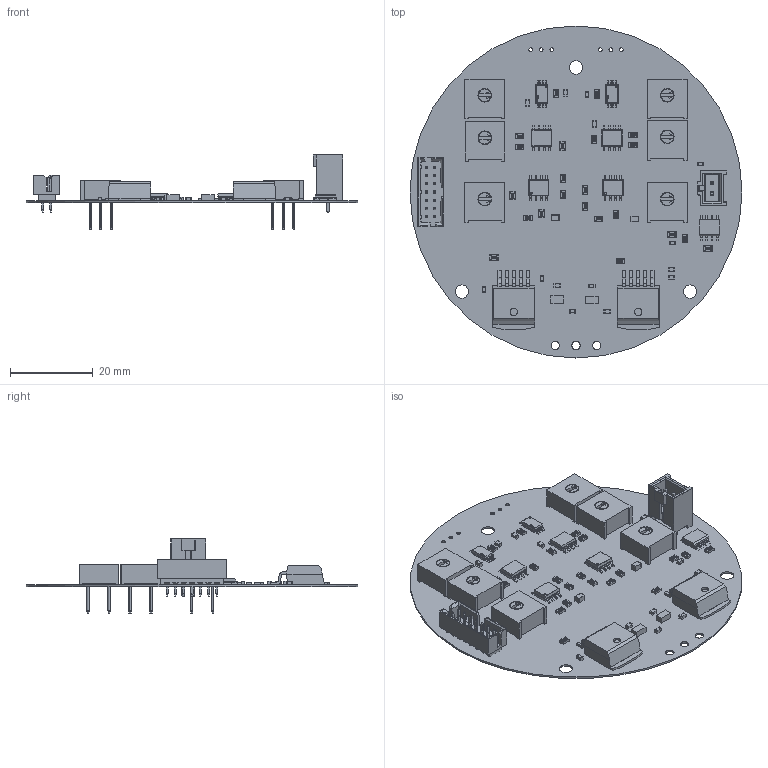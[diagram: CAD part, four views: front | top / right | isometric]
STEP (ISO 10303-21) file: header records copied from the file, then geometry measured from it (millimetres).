
FILE_DESCRIPTION(('Open CASCADE Model'),'2;1');
FILE_NAME('Open CASCADE Shape Model','2022-06-08T11:29:15',('Author'),( 'Open CASCADE'),'Open CASCADE STEP processor 6.8','Open CASCADE 6.8' ,'Unknown');
FILE_SCHEMA(('AUTOMOTIVE_DESIGN { 1 0 10303 214 1 1 1 1 }'));
Length unit declared in the file: millimetre
Products named in the file (93): PCB; Board; Open CASCADE STEP translator 6.8 10.1.1; U11; LTC1196-1ACS8#PBF; Sortie_jack_externe; Conn_Molex_90136-1202_eec; 90136-1202; 1; 2; 3; Pin1_Triangle; Molex; R24; RES_0805; R23; R22; C17; CAP_0603; C16; R21; R20; INTERFACE; 878311420; Open CASCADE STEP translator 6.8 10.11.1.1; Open CASCADE STEP translator 6.8 10.11.1.2; C14; C15; U10; 6440913216; Extruded; U9; U5; NCP59301DS50R4G; U4; R19; R18; R17; C13; C12 ...
Assembly tree (143 placements, depth 5):
  PCB
    Board
      Open CASCADE STEP translator 6.8 10.1.1
    U11
      LTC1196-1ACS8#PBF
    Sortie_jack_externe
      Conn_Molex_90136-1202_eec
        90136-1202
          1
          2
          3
          Pin1_Triangle
          Molex
    R24
      RES_0805
    R23
      RES_0805
    R22
      RES_0805
    C17
      CAP_0603
    C16
      CAP_0603
    R21
      RES_0805
    R20
      RES_0805
    INTERFACE
      878311420
        Open CASCADE STEP translator 6.8 10.11.1.1
        Open CASCADE STEP translator 6.8 10.11.1.2
    C14
      CAP_0603
    C15
      CAP_0603
    U10
      6440913216
        Extruded
    U9
      6440913216
        Extruded
    U5
      NCP59301DS50R4G
    U4
      NCP59301DS50R4G
    R19
      RES_0805
    R18
      RES_0805
    R17
      RES_0805
    C13
      CAP_0603
    C12
      CAP_0603
    C11
      CAP_0603
    C8
      CAP_0603
    C5
Bounding box: 80 x 80 x 17.96 mm (x, y, z)
Volume: 6038.5 mm3; surface area: 16403.3 mm2
Topology: 226 solids, 226 shells, 5268 faces, 14084 edges, 9268 vertices
Faces by surface type: plane 3390, cylinder 1010, bspline 410, sphere 316, cone 66, torus 40, revolution 36
Full cylindrical faces by diameter (mm): 0.3 x2, 0.487 x2, 0.762 x18, 0.9 x20, 1 x2, 2 x3, 3.2 x3, 80 x1
Entity records: 68581 total; most frequent: CARTESIAN_POINT 14504, ORIENTED_EDGE 10654, DIRECTION 9913, EDGE_CURVE 5327, LINE 3963, VECTOR 3963, VERTEX_POINT 3398, AXIS2_PLACEMENT_3D 2972
